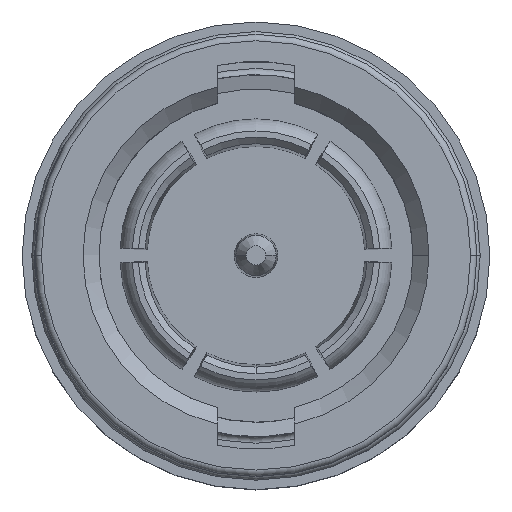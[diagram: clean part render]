
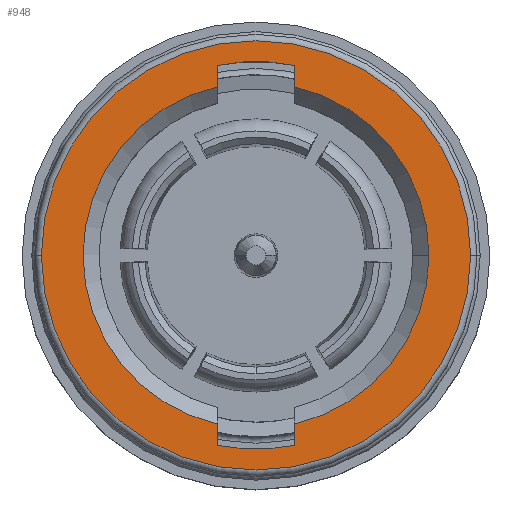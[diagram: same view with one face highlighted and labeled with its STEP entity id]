
A CAD part, top view. The second image highlights one B-rep face of the part: STEP entity #948.
In plain terms, the highlighted planar face has unit normal (0, 0, 1).
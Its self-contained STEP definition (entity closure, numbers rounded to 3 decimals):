
#100 = EDGE_CURVE ( 'NONE', #9474, #13834, #2064, .T. ) ;
#192 = VECTOR ( 'NONE', #15492, 1000. ) ;
#260 = DIRECTION ( 'NONE',  ( 0., 1., 0. ) ) ;
#283 = DIRECTION ( 'NONE',  ( 0., 0., 1. ) ) ;
#465 = VERTEX_POINT ( 'NONE', #9435 ) ;
#568 = AXIS2_PLACEMENT_3D ( 'NONE', #10505, #15510, #4490 ) ;
#574 = AXIS2_PLACEMENT_3D ( 'NONE', #4550, #5814, #10867 ) ;
#691 = ORIENTED_EDGE ( 'NONE', *, *, #4858, .T. ) ;
#827 = CARTESIAN_POINT ( 'NONE',  ( 6.7, 0., 0.85 ) ) ;
#838 = VERTEX_POINT ( 'NONE', #4146 ) ;
#948 = ADVANCED_FACE ( 'NONE', ( #2110, #16040 ), #13250, .F. ) ;
#1211 = EDGE_CURVE ( 'NONE', #6248, #10087, #9373, .T. ) ;
#1434 = ORIENTED_EDGE ( 'NONE', *, *, #13156, .F. ) ;
#1479 = AXIS2_PLACEMENT_3D ( 'NONE', #13858, #283, #10185 ) ;
#2034 = ORIENTED_EDGE ( 'NONE', *, *, #1211, .F. ) ;
#2064 = LINE ( 'NONE', #5555, #6101 ) ;
#2110 = FACE_OUTER_BOUND ( 'NONE', #12660, .T. ) ;
#2214 = DIRECTION ( 'NONE',  ( 0., 0., -1. ) ) ;
#2243 = EDGE_LOOP ( 'NONE', ( #1434, #15714, #14937, #2034, #10720, #3758, #5674, #13947, #5091 ) ) ;
#2378 = LINE ( 'NONE', #4896, #13357 ) ;
#2467 = CARTESIAN_POINT ( 'NONE',  ( 5.4, 0., 0.85 ) ) ;
#2495 = EDGE_CURVE ( 'NONE', #4844, #9474, #9410, .T. ) ;
#2696 = CARTESIAN_POINT ( 'NONE',  ( 1.2, -4.751, 0.85 ) ) ;
#2982 = CARTESIAN_POINT ( 'NONE',  ( 1.2, 5.265, 0.85 ) ) ;
#3266 = DIRECTION ( 'NONE',  ( 0., 0., 1. ) ) ;
#3758 = ORIENTED_EDGE ( 'NONE', *, *, #10212, .F. ) ;
#3875 = DIRECTION ( 'NONE',  ( -1., 0., 0. ) ) ;
#3923 = EDGE_CURVE ( 'NONE', #13205, #4844, #2378, .T. ) ;
#4093 = AXIS2_PLACEMENT_3D ( 'NONE', #8328, #2214, #10855 ) ;
#4146 = CARTESIAN_POINT ( 'NONE',  ( 1.2, 5.93, 0.85 ) ) ;
#4156 = CIRCLE ( 'NONE', #15003, 6.7 ) ;
#4490 = DIRECTION ( 'NONE',  ( 1., 0., 0. ) ) ;
#4550 = CARTESIAN_POINT ( 'NONE',  ( 0., 0., 0.85 ) ) ;
#4770 = EDGE_CURVE ( 'NONE', #12303, #838, #13302, .T. ) ;
#4844 = VERTEX_POINT ( 'NONE', #5536 ) ;
#4858 = EDGE_CURVE ( 'NONE', #9122, #10359, #9836, .T. ) ;
#4896 = CARTESIAN_POINT ( 'NONE',  ( -1.2, 4.751, 0.85 ) ) ;
#4925 = DIRECTION ( 'NONE',  ( 0., 0., 1. ) ) ;
#5091 = ORIENTED_EDGE ( 'NONE', *, *, #3923, .F. ) ;
#5536 = CARTESIAN_POINT ( 'NONE',  ( -1.2, 5.265, 0.85 ) ) ;
#5555 = CARTESIAN_POINT ( 'NONE',  ( -1.2, -4.751, 0.85 ) ) ;
#5674 = ORIENTED_EDGE ( 'NONE', *, *, #100, .F. ) ;
#5814 = DIRECTION ( 'NONE',  ( 0., 0., 1. ) ) ;
#5841 = CARTESIAN_POINT ( 'NONE',  ( -1.2, 5.93, 0.85 ) ) ;
#6101 = VECTOR ( 'NONE', #14479, 1000. ) ;
#6248 = VERTEX_POINT ( 'NONE', #7148 ) ;
#6954 = AXIS2_PLACEMENT_3D ( 'NONE', #12369, #4925, #11102 ) ;
#7071 = DIRECTION ( 'NONE',  ( -1., 0., 0. ) ) ;
#7148 = CARTESIAN_POINT ( 'NONE',  ( 1.2, -5.265, 0.85 ) ) ;
#7566 = DIRECTION ( 'NONE',  ( 0., 0., 1. ) ) ;
#8328 = CARTESIAN_POINT ( 'NONE',  ( 0., 0., 0.85 ) ) ;
#8332 = DIRECTION ( 'NONE',  ( -1., 0., 0. ) ) ;
#8345 = EDGE_CURVE ( 'NONE', #465, #6248, #11485, .T. ) ;
#8863 = EDGE_CURVE ( 'NONE', #10359, #9122, #4156, .T. ) ;
#9122 = VERTEX_POINT ( 'NONE', #827 ) ;
#9373 = CIRCLE ( 'NONE', #568, 5.4 ) ;
#9410 = CIRCLE ( 'NONE', #6954, 5.4 ) ;
#9435 = CARTESIAN_POINT ( 'NONE',  ( 1.2, -5.93, 0.85 ) ) ;
#9474 = VERTEX_POINT ( 'NONE', #15180 ) ;
#9629 = CARTESIAN_POINT ( 'NONE',  ( 0., 0., 0.85 ) ) ;
#9836 = CIRCLE ( 'NONE', #15969, 6.7 ) ;
#10087 = VERTEX_POINT ( 'NONE', #2467 ) ;
#10185 = DIRECTION ( 'NONE',  ( 1., 0., 0. ) ) ;
#10212 = EDGE_CURVE ( 'NONE', #13834, #465, #11571, .T. ) ;
#10359 = VERTEX_POINT ( 'NONE', #14064 ) ;
#10505 = CARTESIAN_POINT ( 'NONE',  ( 0., 0., 0.85 ) ) ;
#10685 = ORIENTED_EDGE ( 'NONE', *, *, #8863, .T. ) ;
#10720 = ORIENTED_EDGE ( 'NONE', *, *, #8345, .F. ) ;
#10855 = DIRECTION ( 'NONE',  ( -1., 0., 0. ) ) ;
#10867 = DIRECTION ( 'NONE',  ( 1., 0., 0. ) ) ;
#11102 = DIRECTION ( 'NONE',  ( 1., 0., 0. ) ) ;
#11485 = LINE ( 'NONE', #2696, #15989 ) ;
#11571 = CIRCLE ( 'NONE', #1479, 6.05 ) ;
#11901 = EDGE_CURVE ( 'NONE', #10087, #12303, #13412, .T. ) ;
#12073 = CARTESIAN_POINT ( 'NONE',  ( 0., 0., 0.85 ) ) ;
#12303 = VERTEX_POINT ( 'NONE', #2982 ) ;
#12369 = CARTESIAN_POINT ( 'NONE',  ( 0., 0., 0.85 ) ) ;
#12545 = CARTESIAN_POINT ( 'NONE',  ( 0., 0., 0.85 ) ) ;
#12660 = EDGE_LOOP ( 'NONE', ( #10685, #691 ) ) ;
#12784 = AXIS2_PLACEMENT_3D ( 'NONE', #12073, #3266, #7071 ) ;
#13156 = EDGE_CURVE ( 'NONE', #838, #13205, #15286, .T. ) ;
#13205 = VERTEX_POINT ( 'NONE', #5841 ) ;
#13250 = PLANE ( 'NONE',  #4093 ) ;
#13302 = LINE ( 'NONE', #13898, #192 ) ;
#13357 = VECTOR ( 'NONE', #15876, 1000. ) ;
#13412 = CIRCLE ( 'NONE', #574, 5.4 ) ;
#13834 = VERTEX_POINT ( 'NONE', #15902 ) ;
#13858 = CARTESIAN_POINT ( 'NONE',  ( 0., 0., 0.85 ) ) ;
#13898 = CARTESIAN_POINT ( 'NONE',  ( 1.2, 4.751, 0.85 ) ) ;
#13947 = ORIENTED_EDGE ( 'NONE', *, *, #2495, .F. ) ;
#14064 = CARTESIAN_POINT ( 'NONE',  ( -6.7, 0., 0.85 ) ) ;
#14479 = DIRECTION ( 'NONE',  ( 0., -1., 0. ) ) ;
#14937 = ORIENTED_EDGE ( 'NONE', *, *, #11901, .F. ) ;
#15003 = AXIS2_PLACEMENT_3D ( 'NONE', #12545, #7566, #3875 ) ;
#15180 = CARTESIAN_POINT ( 'NONE',  ( -1.2, -5.265, 0.85 ) ) ;
#15286 = CIRCLE ( 'NONE', #12784, 6.05 ) ;
#15492 = DIRECTION ( 'NONE',  ( 0., 1., 0. ) ) ;
#15510 = DIRECTION ( 'NONE',  ( 0., 0., 1. ) ) ;
#15714 = ORIENTED_EDGE ( 'NONE', *, *, #4770, .F. ) ;
#15775 = DIRECTION ( 'NONE',  ( 0., 0., 1. ) ) ;
#15876 = DIRECTION ( 'NONE',  ( 0., -1., 0. ) ) ;
#15902 = CARTESIAN_POINT ( 'NONE',  ( -1.2, -5.93, 0.85 ) ) ;
#15969 = AXIS2_PLACEMENT_3D ( 'NONE', #9629, #15775, #8332 ) ;
#15989 = VECTOR ( 'NONE', #260, 1000. ) ;
#16040 = FACE_BOUND ( 'NONE', #2243, .T. ) ;
